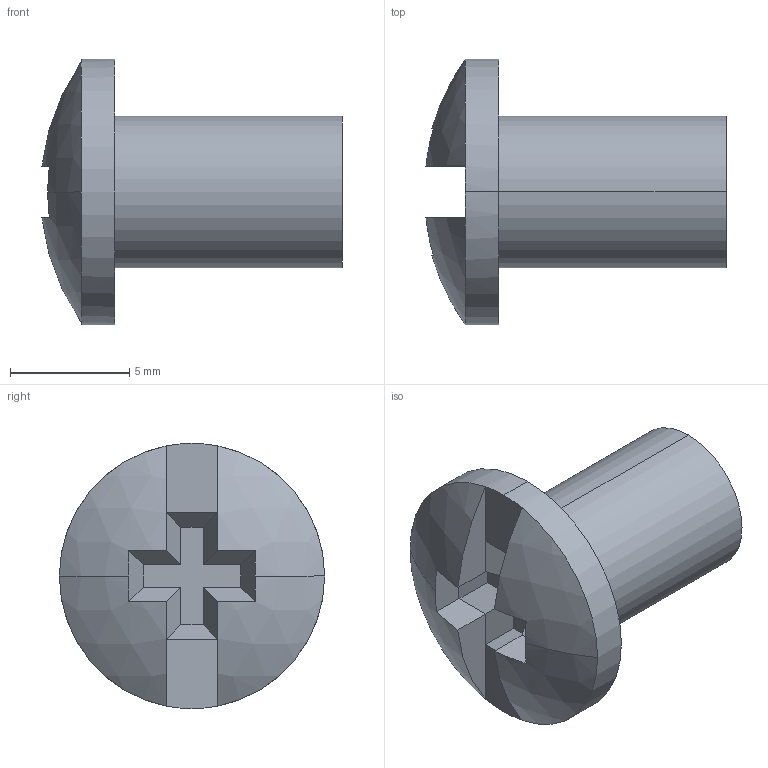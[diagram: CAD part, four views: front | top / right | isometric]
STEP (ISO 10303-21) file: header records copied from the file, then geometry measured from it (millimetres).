
FILE_DESCRIPTION (( 'STEP AP203' ), '1' );
FILE_NAME ('99637A183.step', '2013-12-16T17:27:59', ( '' ), ( '' ), 'SwSTEP 2.0', 'SolidWorks 2010', '' );
FILE_SCHEMA (( 'CONFIG_CONTROL_DESIGN' ));
Length unit declared in the file: inch
Products named in the file (1): 99637A183
Bounding box: 12.58 x 11.11 x 11.11 mm (x, y, z)
Volume: 365.5 mm3; surface area: 661.8 mm2
Topology: 1 solids, 1 shells, 58 faces, 144 edges, 90 vertices
Faces by surface type: plane 28, cylinder 20, sphere 4, cone 3, bspline 3
Entity records: 3047 total; most frequent: CARTESIAN_POINT 1694, ORIENTED_EDGE 288, DIRECTION 247, EDGE_CURVE 144, VERTEX_POINT 90, AXIS2_PLACEMENT_3D 89, VECTOR 69, LINE 69
